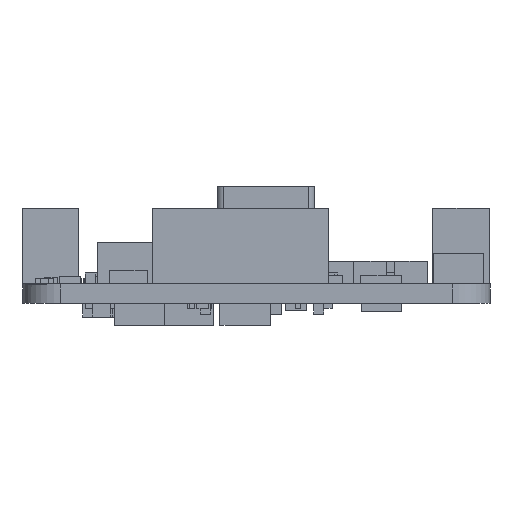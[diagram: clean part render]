
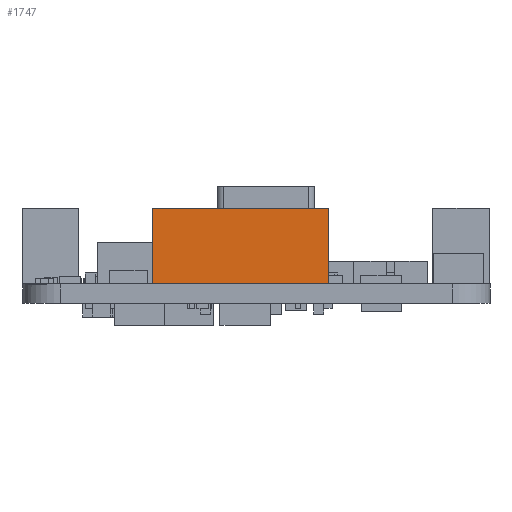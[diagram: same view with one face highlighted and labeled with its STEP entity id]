
A CAD part, left-side view. The second image highlights one B-rep face of the part: STEP entity #1747.
In plain terms, the highlighted planar face has unit normal (-1, 0, 0).
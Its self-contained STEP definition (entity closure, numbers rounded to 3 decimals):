
#1747=ADVANCED_FACE('',(#3771),#3772,.T.);
#3771=FACE_OUTER_BOUND('',#6392,.T.);
#3772=PLANE('',#6393);
#6392=EDGE_LOOP('',(#10480,#10481,#10482,#10483));
#6393=AXIS2_PLACEMENT_3D('',#10484,#10485,#10486);
#10480=ORIENTED_EDGE('',*,*,#15952,.F.);
#10481=ORIENTED_EDGE('',*,*,#15953,.T.);
#10482=ORIENTED_EDGE('',*,*,#15378,.T.);
#10483=ORIENTED_EDGE('',*,*,#15954,.F.);
#10484=CARTESIAN_POINT('',(0.036,19.75,1.53));
#10485=DIRECTION('',(-1.0,0.,0.0));
#10486=DIRECTION('',(0.,-1.0,0.0));
#15378=EDGE_CURVE('',#18548,#18549,#18550,.T.);
#15952=EDGE_CURVE('',#19428,#19429,#19430,.T.);
#15953=EDGE_CURVE('',#19428,#18548,#19431,.T.);
#15954=EDGE_CURVE('',#19429,#18549,#19432,.T.);
#18548=VERTEX_POINT('',#22911);
#18549=VERTEX_POINT('',#22912);
#18550=LINE('',#22913,#22914);
#19428=VERTEX_POINT('',#24190);
#19429=VERTEX_POINT('',#24191);
#19430=LINE('',#24192,#24193);
#19431=LINE('',#24194,#24195);
#19432=LINE('',#24196,#24197);
#22911=CARTESIAN_POINT('',(0.035,12.782,7.53));
#22912=CARTESIAN_POINT('',(0.036,26.719,7.53));
#22913=CARTESIAN_POINT('',(0.036,26.719,7.53));
#22914=VECTOR('',#27067,1.0);
#24190=CARTESIAN_POINT('',(0.035,12.782,1.53));
#24191=CARTESIAN_POINT('',(0.036,26.719,1.53));
#24192=CARTESIAN_POINT('',(0.035,19.125,1.53));
#24193=VECTOR('',#27538,1.0);
#24194=CARTESIAN_POINT('',(0.035,12.782,1.53));
#24195=VECTOR('',#27539,1.0);
#24196=CARTESIAN_POINT('',(0.036,26.719,1.53));
#24197=VECTOR('',#27540,1.0);
#27067=DIRECTION('',(0.,1.0,0.0));
#27538=DIRECTION('',(0.,1.0,0.));
#27539=DIRECTION('',(0.0,0.0,1.0));
#27540=DIRECTION('',(0.0,0.0,1.0));
